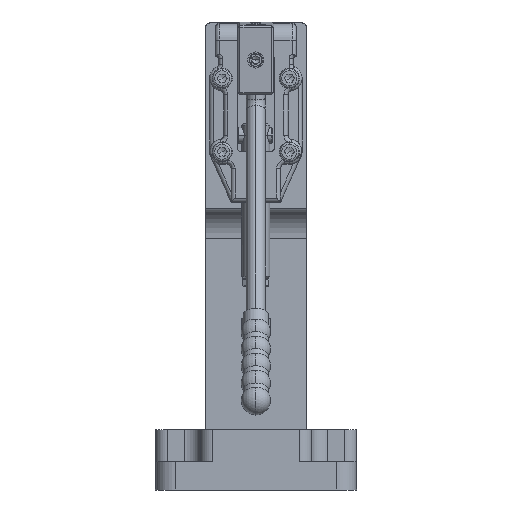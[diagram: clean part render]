
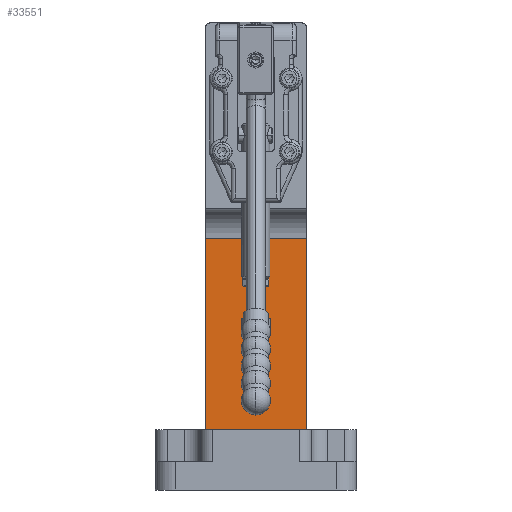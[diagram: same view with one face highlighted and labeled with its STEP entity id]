
A CAD part, left-side view. The second image highlights one B-rep face of the part: STEP entity #33551.
In plain terms, the highlighted planar face has unit normal (-1, 0, 0).
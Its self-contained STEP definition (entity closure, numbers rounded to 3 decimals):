
#1663 = CARTESIAN_POINT ( 'NONE',  ( 100., 207., 125. ) ) ;
#1664 = DIRECTION ( 'NONE',  ( 0., -1., 0. ) ) ;
#3518 = LINE ( 'NONE', #6087, #3520 ) ;
#3520 = VECTOR ( 'NONE', #6089, 1000. ) ;
#5201 = DIRECTION ( 'NONE',  ( 0., 0., -1. ) ) ;
#5233 = CARTESIAN_POINT ( 'NONE',  ( 100., -25., 0. ) ) ;
#5656 = CARTESIAN_POINT ( 'NONE',  ( 100., -25., 125. ) ) ;
#5891 = CARTESIAN_POINT ( 'NONE',  ( 100., 25., 125. ) ) ;
#6019 = CARTESIAN_POINT ( 'NONE',  ( 100., 25., 30. ) ) ;
#6029 = CARTESIAN_POINT ( 'NONE',  ( 100., -25., 30. ) ) ;
#6087 = CARTESIAN_POINT ( 'NONE',  ( 100., 207., 30. ) ) ;
#6089 = DIRECTION ( 'NONE',  ( 0., -1., 0. ) ) ;
#10915 = FACE_OUTER_BOUND ( 'NONE', #28789, .T. ) ;
#15520 = AXIS2_PLACEMENT_3D ( 'NONE', #16477, #16483, #16484 ) ;
#16477 = CARTESIAN_POINT ( 'NONE',  ( 100., 207., 0. ) ) ;
#16481 = PLANE ( 'NONE',  #15520 ) ;
#16483 = DIRECTION ( 'NONE',  ( -1., 0., 0. ) ) ;
#16484 = DIRECTION ( 'NONE',  ( 0., 0., 1. ) ) ;
#24661 = DIRECTION ( 'NONE',  ( 0., 0., -1. ) ) ;
#24664 = CARTESIAN_POINT ( 'NONE',  ( 100., 25., 14. ) ) ;
#25001 = LINE ( 'NONE', #24664, #25007 ) ;
#25007 = VECTOR ( 'NONE', #24661, 1000. ) ;
#25828 = VECTOR ( 'NONE', #1664, 1000. ) ;
#25831 = LINE ( 'NONE', #1663, #25828 ) ;
#28657 = EDGE_CURVE ( 'NONE', #43074, #43400, #36328, .T. ) ;
#28789 = EDGE_LOOP ( 'NONE', ( #43117, #43142, #43134, #44231 ) ) ;
#33551 = ADVANCED_FACE ( 'NONE', ( #10915 ), #16481, .T. ) ;
#36328 = LINE ( 'NONE', #5233, #36332 ) ;
#36332 = VECTOR ( 'NONE', #5201, 1000. ) ;
#38907 = EDGE_CURVE ( 'NONE', #43242, #43390, #25001, .T. ) ;
#41976 = EDGE_CURVE ( 'NONE', #43242, #43074, #25831, .T. ) ;
#43074 = VERTEX_POINT ( 'NONE', #5656 ) ;
#43117 = ORIENTED_EDGE ( 'NONE', *, *, #38907, .T. ) ;
#43134 = ORIENTED_EDGE ( 'NONE', *, *, #28657, .F. ) ;
#43142 = ORIENTED_EDGE ( 'NONE', *, *, #43911, .T. ) ;
#43242 = VERTEX_POINT ( 'NONE', #5891 ) ;
#43390 = VERTEX_POINT ( 'NONE', #6019 ) ;
#43400 = VERTEX_POINT ( 'NONE', #6029 ) ;
#43911 = EDGE_CURVE ( 'NONE', #43390, #43400, #3518, .T. ) ;
#44231 = ORIENTED_EDGE ( 'NONE', *, *, #41976, .F. ) ;
